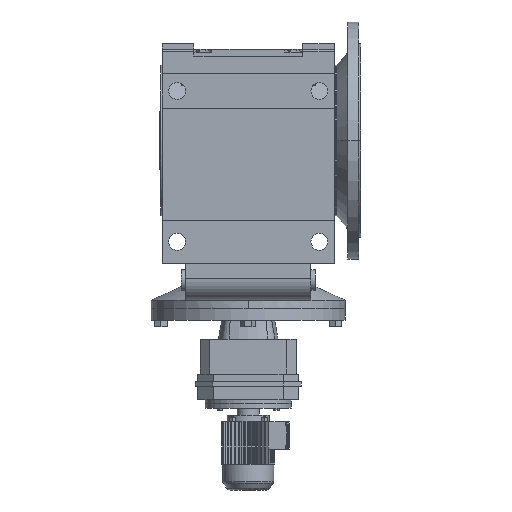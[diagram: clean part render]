
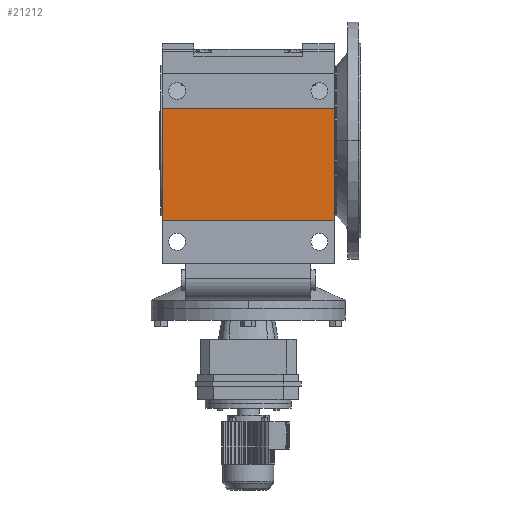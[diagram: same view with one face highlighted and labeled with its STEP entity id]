
A CAD part, front view. The second image highlights one B-rep face of the part: STEP entity #21212.
In plain terms, the highlighted planar face has unit normal (0, -1, 0).
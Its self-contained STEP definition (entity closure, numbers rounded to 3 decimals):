
#2755 = PLANE('',#2756);
#2756 = AXIS2_PLACEMENT_3D('',#2757,#2758,#2759);
#2757 = CARTESIAN_POINT('',(200.,-312.875,176.));
#2758 = DIRECTION('',(1.,0.,0.));
#2759 = DIRECTION('',(0.,0.,-1.));
#2811 = PLANE('',#2812);
#2812 = AXIS2_PLACEMENT_3D('',#2813,#2814,#2815);
#2813 = CARTESIAN_POINT('',(-200.,-312.875,176.));
#2814 = DIRECTION('',(1.,0.,0.));
#2815 = DIRECTION('',(0.,0.,-1.));
#10165 = VERTEX_POINT('',#10166);
#10166 = CARTESIAN_POINT('',(-200.,-361.875,-185.));
#10180 = PLANE('',#10181);
#10181 = AXIS2_PLACEMENT_3D('',#10182,#10183,#10184);
#10182 = CARTESIAN_POINT('',(200.,-361.875,-185.));
#10183 = DIRECTION('',(0.,0.,-1.));
#10184 = DIRECTION('',(-1.,0.,0.));
#10192 = EDGE_CURVE('',#10193,#10165,#10195,.T.);
#10193 = VERTEX_POINT('',#10194);
#10194 = CARTESIAN_POINT('',(-200.,-361.875,75.));
#10195 = SURFACE_CURVE('',#10196,(#10200,#10207),.PCURVE_S1.);
#10196 = LINE('',#10197,#10198);
#10197 = CARTESIAN_POINT('',(-200.,-361.875,75.));
#10198 = VECTOR('',#10199,1.);
#10199 = DIRECTION('',(0.,0.,-1.));
#10200 = PCURVE('',#2811,#10201);
#10201 = DEFINITIONAL_REPRESENTATION('',(#10202),#10206);
#10202 = LINE('',#10203,#10204);
#10203 = CARTESIAN_POINT('',(101.,-49.));
#10204 = VECTOR('',#10205,1.);
#10205 = DIRECTION('',(1.,0.));
#10206 = ( GEOMETRIC_REPRESENTATION_CONTEXT(2) 
PARAMETRIC_REPRESENTATION_CONTEXT() REPRESENTATION_CONTEXT('2D SPACE',''
  ) );
#10207 = PCURVE('',#10208,#10213);
#10208 = PLANE('',#10209);
#10209 = AXIS2_PLACEMENT_3D('',#10210,#10211,#10212);
#10210 = CARTESIAN_POINT('',(-145.5,-361.875,180.));
#10211 = DIRECTION('',(0.,-1.,0.));
#10212 = DIRECTION('',(0.,0.,-1.));
#10213 = DEFINITIONAL_REPRESENTATION('',(#10214),#10218);
#10214 = LINE('',#10215,#10216);
#10215 = CARTESIAN_POINT('',(105.,-54.5));
#10216 = VECTOR('',#10217,1.);
#10217 = DIRECTION('',(1.,0.));
#10218 = ( GEOMETRIC_REPRESENTATION_CONTEXT(2) 
PARAMETRIC_REPRESENTATION_CONTEXT() REPRESENTATION_CONTEXT('2D SPACE',''
  ) );
#10236 = PLANE('',#10237);
#10237 = AXIS2_PLACEMENT_3D('',#10238,#10239,#10240);
#10238 = CARTESIAN_POINT('',(200.,-361.875,75.));
#10239 = DIRECTION('',(0.,0.,1.));
#10240 = DIRECTION('',(1.,0.,0.));
#11031 = VERTEX_POINT('',#11032);
#11032 = CARTESIAN_POINT('',(200.,-361.875,75.));
#11053 = EDGE_CURVE('',#11031,#11054,#11056,.T.);
#11054 = VERTEX_POINT('',#11055);
#11055 = CARTESIAN_POINT('',(200.,-361.875,-185.));
#11056 = SURFACE_CURVE('',#11057,(#11061,#11068),.PCURVE_S1.);
#11057 = LINE('',#11058,#11059);
#11058 = CARTESIAN_POINT('',(200.,-361.875,75.));
#11059 = VECTOR('',#11060,1.);
#11060 = DIRECTION('',(0.,0.,-1.));
#11061 = PCURVE('',#2755,#11062);
#11062 = DEFINITIONAL_REPRESENTATION('',(#11063),#11067);
#11063 = LINE('',#11064,#11065);
#11064 = CARTESIAN_POINT('',(101.,-49.));
#11065 = VECTOR('',#11066,1.);
#11066 = DIRECTION('',(1.,0.));
#11067 = ( GEOMETRIC_REPRESENTATION_CONTEXT(2) 
PARAMETRIC_REPRESENTATION_CONTEXT() REPRESENTATION_CONTEXT('2D SPACE',''
  ) );
#11068 = PCURVE('',#10208,#11069);
#11069 = DEFINITIONAL_REPRESENTATION('',(#11070),#11074);
#11070 = LINE('',#11071,#11072);
#11071 = CARTESIAN_POINT('',(105.,345.5));
#11072 = VECTOR('',#11073,1.);
#11073 = DIRECTION('',(1.,0.));
#11074 = ( GEOMETRIC_REPRESENTATION_CONTEXT(2) 
PARAMETRIC_REPRESENTATION_CONTEXT() REPRESENTATION_CONTEXT('2D SPACE',''
  ) );
#21212 = ADVANCED_FACE('',(#21213),#10208,.T.);
#21213 = FACE_BOUND('',#21214,.T.);
#21214 = EDGE_LOOP('',(#21215,#21216,#21237,#21238));
#21215 = ORIENTED_EDGE('',*,*,#10192,.T.);
#21216 = ORIENTED_EDGE('',*,*,#21217,.F.);
#21217 = EDGE_CURVE('',#11054,#10165,#21218,.T.);
#21218 = SURFACE_CURVE('',#21219,(#21223,#21230),.PCURVE_S1.);
#21219 = LINE('',#21220,#21221);
#21220 = CARTESIAN_POINT('',(200.,-361.875,-185.));
#21221 = VECTOR('',#21222,1.);
#21222 = DIRECTION('',(-1.,0.,0.));
#21223 = PCURVE('',#10208,#21224);
#21224 = DEFINITIONAL_REPRESENTATION('',(#21225),#21229);
#21225 = LINE('',#21226,#21227);
#21226 = CARTESIAN_POINT('',(365.,345.5));
#21227 = VECTOR('',#21228,1.);
#21228 = DIRECTION('',(0.,-1.));
#21229 = ( GEOMETRIC_REPRESENTATION_CONTEXT(2) 
PARAMETRIC_REPRESENTATION_CONTEXT() REPRESENTATION_CONTEXT('2D SPACE',''
  ) );
#21230 = PCURVE('',#10180,#21231);
#21231 = DEFINITIONAL_REPRESENTATION('',(#21232),#21236);
#21232 = LINE('',#21233,#21234);
#21233 = CARTESIAN_POINT('',(0.,0.));
#21234 = VECTOR('',#21235,1.);
#21235 = DIRECTION('',(1.,0.));
#21236 = ( GEOMETRIC_REPRESENTATION_CONTEXT(2) 
PARAMETRIC_REPRESENTATION_CONTEXT() REPRESENTATION_CONTEXT('2D SPACE',''
  ) );
#21237 = ORIENTED_EDGE('',*,*,#11053,.F.);
#21238 = ORIENTED_EDGE('',*,*,#21239,.T.);
#21239 = EDGE_CURVE('',#11031,#10193,#21240,.T.);
#21240 = SURFACE_CURVE('',#21241,(#21245,#21252),.PCURVE_S1.);
#21241 = LINE('',#21242,#21243);
#21242 = CARTESIAN_POINT('',(200.,-361.875,75.));
#21243 = VECTOR('',#21244,1.);
#21244 = DIRECTION('',(-1.,0.,0.));
#21245 = PCURVE('',#10208,#21246);
#21246 = DEFINITIONAL_REPRESENTATION('',(#21247),#21251);
#21247 = LINE('',#21248,#21249);
#21248 = CARTESIAN_POINT('',(105.,345.5));
#21249 = VECTOR('',#21250,1.);
#21250 = DIRECTION('',(0.,-1.));
#21251 = ( GEOMETRIC_REPRESENTATION_CONTEXT(2) 
PARAMETRIC_REPRESENTATION_CONTEXT() REPRESENTATION_CONTEXT('2D SPACE',''
  ) );
#21252 = PCURVE('',#10236,#21253);
#21253 = DEFINITIONAL_REPRESENTATION('',(#21254),#21258);
#21254 = LINE('',#21255,#21256);
#21255 = CARTESIAN_POINT('',(0.,0.));
#21256 = VECTOR('',#21257,1.);
#21257 = DIRECTION('',(-1.,0.));
#21258 = ( GEOMETRIC_REPRESENTATION_CONTEXT(2) 
PARAMETRIC_REPRESENTATION_CONTEXT() REPRESENTATION_CONTEXT('2D SPACE',''
  ) );
